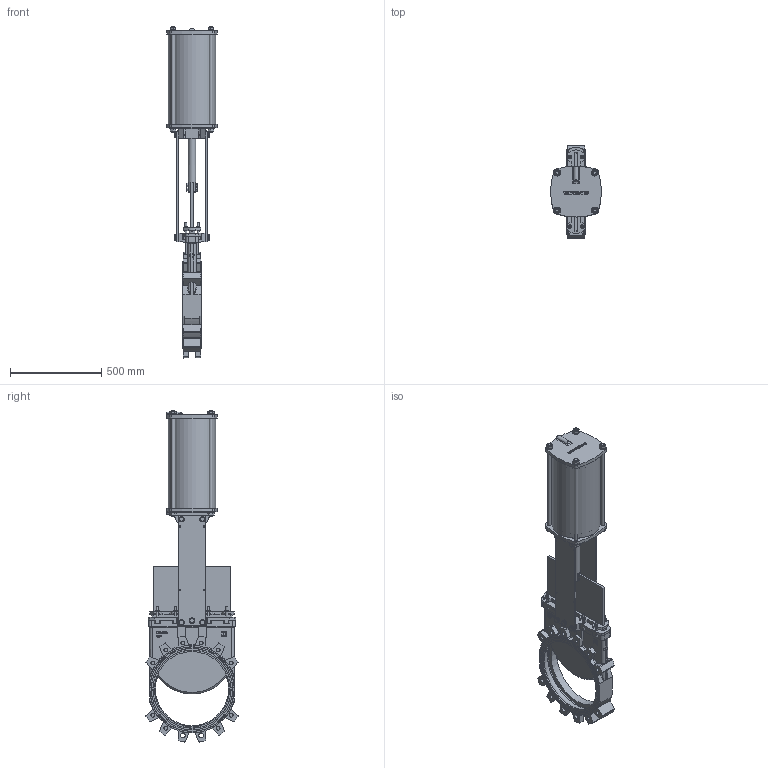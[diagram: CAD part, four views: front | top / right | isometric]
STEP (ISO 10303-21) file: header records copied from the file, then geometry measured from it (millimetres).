
FILE_DESCRIPTION(/* description */ (''),/* implementation_level */ '2;1');
FILE_NAME(/* name */ 'WGP25N-DN400.step',/* time_stamp */ '2025-06-27T16:07:47+02:00',/* author */ (''),/* organization */ (''),/* preprocessor_version */ 'ST-DEVELOPER v20.1',/* originating_system */ 'Autodesk Translation Framework v14.10.0.0',/* authorisation */ '');
FILE_SCHEMA (('AUTOMOTIVE_DESIGN { 1 0 10303 214 3 1 1 }'));
Length unit declared in the file: millimetre
Products named in the file (23): WGP25N-DN400; WGS-BO-GG-SOF-400-K; WGS-KN-xxx-400; WGS-GL-GG-400; WGS-BR-CS-F-400; WGS-BR-CS-B-400; WGS-PL-PD-AL-350-400-K; WGS-CO-PD-AL-350-400-K; WGS-ST-PD-350; WGS-ZY-AL-250-400; local.DIN.19.280.10; local.DIN.162.310.8; local.DIN.19.282.10; local.DIN.162.220.8; local.DIN.126.14.8; local.DIN.76.55.8; local.DIN.19.227.10; local.DIN.179.12.8; local.DIN.126.15.8; local.DIN.162.250.8; local.DIN.162.370.8; local.DIN.126.19.8; WGS-ZB-ST-401
Assembly tree (81 placements, depth 2):
  WGP25N-DN400
    WGS-BO-GG-SOF-400-K
    WGS-KN-xxx-400
    WGS-GL-GG-400
    WGS-BR-CS-F-400
    WGS-BR-CS-B-400
    WGS-PL-PD-AL-350-400-K
    WGS-CO-PD-AL-350-400-K
    WGS-ST-PD-350
    WGS-ZY-AL-250-400
    local.DIN.19.280.10  x6
    local.DIN.162.310.8  x10
    local.DIN.19.282.10  x4
    local.DIN.162.220.8  x8
    local.DIN.126.14.8  x8
    local.DIN.76.55.8  x8
    local.DIN.19.227.10  x2
    local.DIN.179.12.8  x2
    local.DIN.126.15.8  x2
    local.DIN.162.250.8  x2
    local.DIN.162.370.8  x8
    local.DIN.126.19.8  x8
    WGS-ZB-ST-401  x4
Bounding box: 278 x 504.58 x 1815.2 mm (x, y, z)
Volume: 23839593.1 mm3; surface area: 3756942.3 mm2
Topology: 81 solids, 81 shells, 2051 faces, 4988 edges, 3203 vertices
Faces by surface type: plane 1019, cylinder 518, cone 284, bspline 191, torus 37, sphere 2
Full cylindrical faces by diameter (mm): 6.25 x8, 8.376 x8, 10 x8, 10.106 x10, 10.5 x8, 11.053 x2, 11.445 x2, 12 x2, 12.5 x10, 13 x2, 13.835 x6, 14 x1, 14.917 x10, 16 x10, 16.2 x1, 16.25 x10, 16.5 x4, 17 x10, 17.2 x2, 17.294 x8, 20 x12, 20.752 x20, 21 x16, 22 x10, 24 x2, 26 x4, 30 x11, 37 x8, 40 x1, 50 x1
Entity records: 50357 total; most frequent: CARTESIAN_POINT 13472, ORIENTED_EDGE 7662, DIRECTION 7143, EDGE_CURVE 3831, VERTEX_POINT 2498, AXIS2_PLACEMENT_3D 2450, LINE 2243, VECTOR 2243
